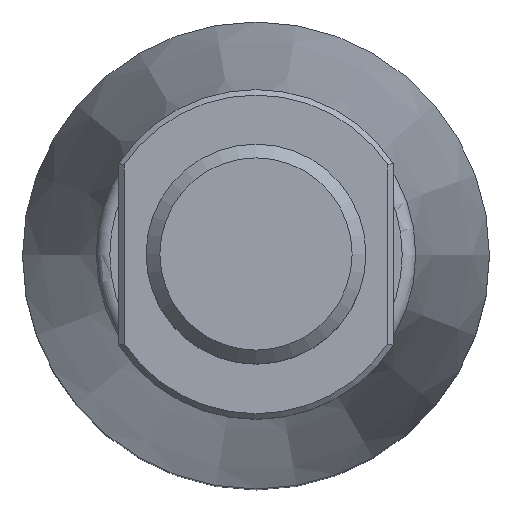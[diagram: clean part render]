
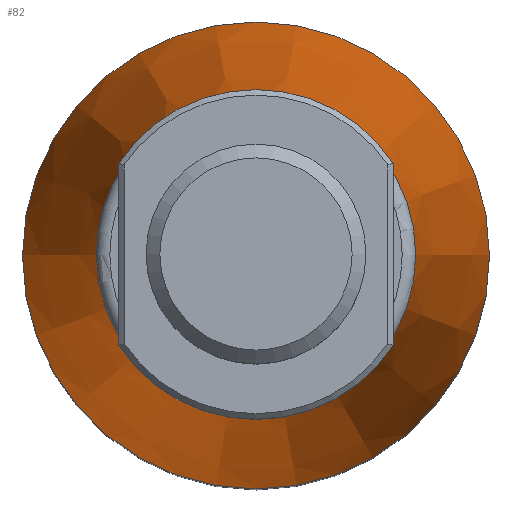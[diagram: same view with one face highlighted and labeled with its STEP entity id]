
A CAD part, top view. The second image highlights one B-rep face of the part: STEP entity #82.
In plain terms, the highlighted conical face has half-angle 8.931 degrees and reference radius 5.75 mm.
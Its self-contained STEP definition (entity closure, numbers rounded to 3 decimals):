
#82 = ADVANCED_FACE( '', ( #202, #203 ), #204, .T. );
#202 = FACE_BOUND( '', #374, .T. );
#203 = FACE_OUTER_BOUND( '', #375, .T. );
#204 = CONICAL_SURFACE( '', #376, 5.75, 0.156 );
#374 = EDGE_LOOP( '', ( #563 ) );
#375 = EDGE_LOOP( '', ( #564 ) );
#376 = AXIS2_PLACEMENT_3D( '', #565, #566, #567 );
#563 = ORIENTED_EDGE( '', *, *, #900, .T. );
#564 = ORIENTED_EDGE( '', *, *, #901, .F. );
#565 = CARTESIAN_POINT( '', ( 0., 0., 27. ) );
#566 = DIRECTION( '', ( 0., 0., -1. ) );
#567 = DIRECTION( '', ( -1., 0., 0. ) );
#900 = EDGE_CURVE( '', #1048, #1048, #1049, .F. );
#901 = EDGE_CURVE( '', #1050, #1050, #1051, .T. );
#1048 = VERTEX_POINT( '', #1252 );
#1049 = CIRCLE( '', #1253, 5.816 );
#1050 = VERTEX_POINT( '', #1254 );
#1051 = CIRCLE( '', #1255, 8.5 );
#1252 = CARTESIAN_POINT( '', ( 5.816, 0., 26.578 ) );
#1253 = AXIS2_PLACEMENT_3D( '', #1474, #1475, #1476 );
#1254 = CARTESIAN_POINT( '', ( -8.5, 0., 9.5 ) );
#1255 = AXIS2_PLACEMENT_3D( '', #1477, #1478, #1479 );
#1474 = CARTESIAN_POINT( '', ( 0., 0., 26.578 ) );
#1475 = DIRECTION( '', ( 0., 0., 1. ) );
#1476 = DIRECTION( '', ( 1., 0., 0. ) );
#1477 = CARTESIAN_POINT( '', ( 0., 0., 9.5 ) );
#1478 = DIRECTION( '', ( 0., 0., -1. ) );
#1479 = DIRECTION( '', ( -1., 0., 0. ) );
